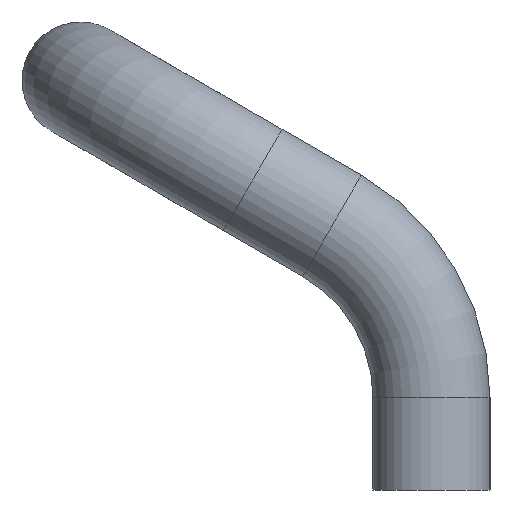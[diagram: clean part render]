
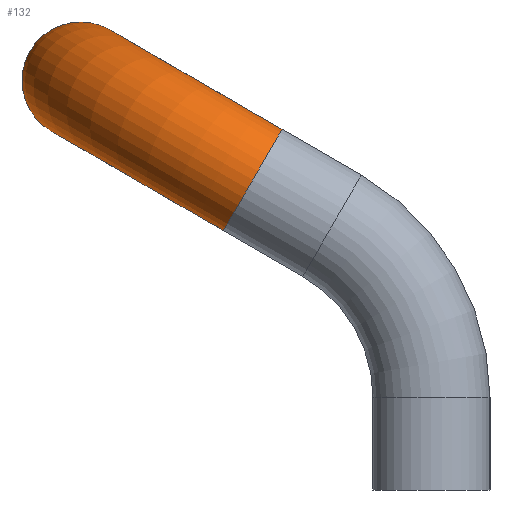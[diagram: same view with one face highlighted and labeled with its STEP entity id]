
A CAD part, left-side view. The second image highlights one B-rep face of the part: STEP entity #132.
In plain terms, the highlighted toroidal (fillet/blend) face has major radius 17 mm and minor radius 5 mm.
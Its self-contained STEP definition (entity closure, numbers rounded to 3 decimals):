
#19=TOROIDAL_SURFACE('',#154,17.,5.);
#26=FACE_BOUND('',#53,.T.);
#36=FACE_OUTER_BOUND('',#52,.T.);
#52=EDGE_LOOP('',(#111,#112));
#53=EDGE_LOOP('',(#113));
#67=CIRCLE('',#151,5.);
#68=CIRCLE('',#152,5.);
#70=CIRCLE('',#155,5.);
#79=VERTEX_POINT('',#229);
#80=VERTEX_POINT('',#230);
#82=VERTEX_POINT('',#236);
#91=EDGE_CURVE('',#79,#80,#67,.T.);
#92=EDGE_CURVE('',#80,#79,#68,.T.);
#94=EDGE_CURVE('',#82,#82,#70,.T.);
#111=ORIENTED_EDGE('',*,*,#92,.T.);
#112=ORIENTED_EDGE('',*,*,#91,.T.);
#113=ORIENTED_EDGE('',*,*,#94,.F.);
#132=ADVANCED_FACE('',(#36,#26),#19,.T.);
#151=AXIS2_PLACEMENT_3D('',#231,#188,#189);
#152=AXIS2_PLACEMENT_3D('',#232,#190,#191);
#154=AXIS2_PLACEMENT_3D('',#235,#194,#195);
#155=AXIS2_PLACEMENT_3D('',#237,#196,#197);
#188=DIRECTION('center_axis',(0.,0.866,0.5));
#189=DIRECTION('ref_axis',(-0.866,0.25,-0.433));
#190=DIRECTION('center_axis',(0.,0.866,0.5));
#191=DIRECTION('ref_axis',(-0.866,0.25,-0.433));
#194=DIRECTION('center_axis',(0.,-0.5,0.866));
#195=DIRECTION('ref_axis',(1.,0.,0.));
#196=DIRECTION('center_axis',(1.,0.,0.));
#197=DIRECTION('ref_axis',(0.,1.,0.));
#229=CARTESIAN_POINT('',(-5.,65.278,26.5));
#230=CARTESIAN_POINT('',(-4.33,66.528,24.335));
#231=CARTESIAN_POINT('Origin',(0.,65.278,26.5));
#232=CARTESIAN_POINT('Origin',(0.,65.278,26.5));
#235=CARTESIAN_POINT('Origin',(17.,65.278,26.5));
#236=CARTESIAN_POINT('',(17.,77.5,39.33));
#237=CARTESIAN_POINT('Origin',(17.,80.,35.));
